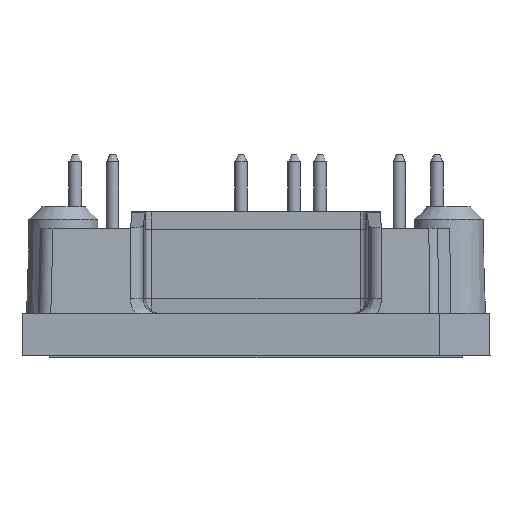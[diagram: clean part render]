
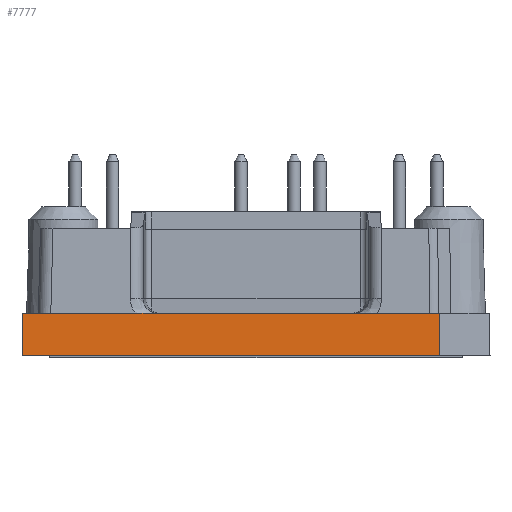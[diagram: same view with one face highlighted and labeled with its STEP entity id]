
A CAD part, left-side view. The second image highlights one B-rep face of the part: STEP entity #7777.
In plain terms, the highlighted planar face has unit normal (-1, 0, 0.018).
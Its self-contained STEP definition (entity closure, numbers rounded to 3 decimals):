
#1864=ORIENTED_EDGE('',*,*,#3519,.T.);
#1865=ORIENTED_EDGE('',*,*,#3520,.F.);
#1866=ORIENTED_EDGE('',*,*,#3517,.T.);
#1867=ORIENTED_EDGE('',*,*,#3470,.T.);
#3470=EDGE_CURVE('',#4374,#4378,#5075,.F.);
#3517=EDGE_CURVE('',#4419,#4374,#5114,.T.);
#3519=EDGE_CURVE('',#4378,#4420,#5116,.F.);
#3520=EDGE_CURVE('',#4419,#4420,#5117,.F.);
#4374=VERTEX_POINT('',#16050);
#4378=VERTEX_POINT('',#16058);
#4419=VERTEX_POINT('',#16154);
#4420=VERTEX_POINT('',#16158);
#5075=LINE('',#16059,#5712);
#5114=LINE('',#16153,#5751);
#5116=LINE('',#16157,#5753);
#5117=LINE('',#16159,#5754);
#5712=VECTOR('',#11902,1000.);
#5751=VECTOR('',#11971,1000.);
#5753=VECTOR('',#11975,1000.);
#5754=VECTOR('',#11976,1000.);
#6208=EDGE_LOOP('',(#1864,#1865,#1866,#1867));
#6875=FACE_BOUND('',#6208,.T.);
#7398=PLANE('',#10588);
#7777=ADVANCED_FACE('',(#6875),#7398,.T.);
#10588=AXIS2_PLACEMENT_3D('',#16156,#11973,#11974);
#11902=DIRECTION('',(0.,1.,0.));
#11971=DIRECTION('',(-0.017,0.017,-1.));
#11973=DIRECTION('',(-1.,0.,0.017));
#11974=DIRECTION('',(0.017,0.,1.));
#11975=DIRECTION('',(-0.017,-0.007,-1.));
#11976=DIRECTION('',(0.,1.,0.));
#16050=CARTESIAN_POINT('',(-41.,18.7,0.));
#16058=CARTESIAN_POINT('',(-41.,-14.7,0.));
#16059=CARTESIAN_POINT('',(-41.,0.,0.));
#16153=CARTESIAN_POINT('',(-40.994,18.694,0.326));
#16154=CARTESIAN_POINT('',(-40.941,18.641,3.4));
#16156=CARTESIAN_POINT('',(-41.,0.,0.));
#16157=CARTESIAN_POINT('',(-40.998,-14.699,0.134));
#16158=CARTESIAN_POINT('',(-40.941,-14.675,3.4));
#16159=CARTESIAN_POINT('',(-40.941,0.,3.4));
